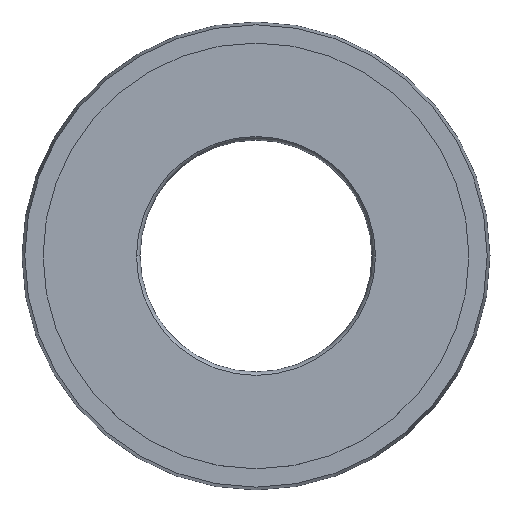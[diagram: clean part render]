
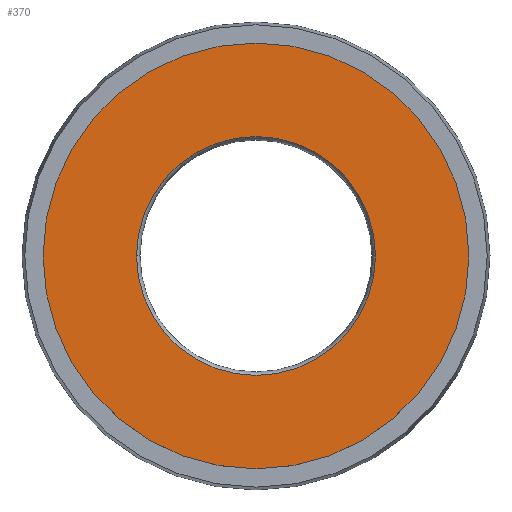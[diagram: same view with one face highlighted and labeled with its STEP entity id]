
A CAD part, top view. The second image highlights one B-rep face of the part: STEP entity #370.
In plain terms, the highlighted planar face has unit normal (0, 0, 1).
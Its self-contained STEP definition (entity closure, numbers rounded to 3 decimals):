
#19 = AXIS2_PLACEMENT_3D ( 'NONE', #477, #633, #581 ) ;
#26 = FACE_BOUND ( 'NONE', #555, .T. ) ;
#41 = AXIS2_PLACEMENT_3D ( 'NONE', #91, #548, #442 ) ;
#58 = ORIENTED_EDGE ( 'NONE', *, *, #183, .F. ) ;
#69 = CIRCLE ( 'NONE', #19, 8.5 ) ;
#79 = AXIS2_PLACEMENT_3D ( 'NONE', #566, #414, #406 ) ;
#91 = CARTESIAN_POINT ( 'NONE',  ( 0., 0., 0. ) ) ;
#95 = DIRECTION ( 'NONE',  ( 0., 0., -1. ) ) ;
#112 = EDGE_CURVE ( 'NONE', #426, #171, #69, .T. ) ;
#134 = CIRCLE ( 'NONE', #367, 15.15 ) ;
#171 = VERTEX_POINT ( 'NONE', #479 ) ;
#183 = EDGE_CURVE ( 'NONE', #171, #426, #226, .T. ) ;
#204 = CARTESIAN_POINT ( 'NONE',  ( 8.5, 0., 0. ) ) ;
#208 = CARTESIAN_POINT ( 'NONE',  ( -15.15, 0., 0. ) ) ;
#215 = ORIENTED_EDGE ( 'NONE', *, *, #112, .F. ) ;
#226 = CIRCLE ( 'NONE', #41, 8.5 ) ;
#240 = CARTESIAN_POINT ( 'NONE',  ( 0., 0., 0. ) ) ;
#261 = ORIENTED_EDGE ( 'NONE', *, *, #302, .T. ) ;
#270 = AXIS2_PLACEMENT_3D ( 'NONE', #332, #95, #436 ) ;
#302 = EDGE_CURVE ( 'NONE', #594, #469, #392, .T. ) ;
#311 = CARTESIAN_POINT ( 'NONE',  ( 15.15, 0., 0. ) ) ;
#332 = CARTESIAN_POINT ( 'NONE',  ( 0., 0., 0. ) ) ;
#337 = EDGE_CURVE ( 'NONE', #469, #594, #134, .T. ) ;
#367 = AXIS2_PLACEMENT_3D ( 'NONE', #240, #382, #484 ) ;
#370 = ADVANCED_FACE ( 'NONE', ( #26, #552 ), #549, .F. ) ;
#382 = DIRECTION ( 'NONE',  ( 0., 0., 1. ) ) ;
#392 = CIRCLE ( 'NONE', #79, 15.15 ) ;
#406 = DIRECTION ( 'NONE',  ( 1., 0., 0. ) ) ;
#414 = DIRECTION ( 'NONE',  ( 0., 0., 1. ) ) ;
#426 = VERTEX_POINT ( 'NONE', #204 ) ;
#436 = DIRECTION ( 'NONE',  ( -1., 0., 0. ) ) ;
#442 = DIRECTION ( 'NONE',  ( 1., 0., 0. ) ) ;
#469 = VERTEX_POINT ( 'NONE', #311 ) ;
#477 = CARTESIAN_POINT ( 'NONE',  ( 0., 0., 0. ) ) ;
#479 = CARTESIAN_POINT ( 'NONE',  ( -8.5, 0., 0. ) ) ;
#484 = DIRECTION ( 'NONE',  ( 1., 0., 0. ) ) ;
#548 = DIRECTION ( 'NONE',  ( 0., 0., 1. ) ) ;
#549 = PLANE ( 'NONE',  #270 ) ;
#552 = FACE_OUTER_BOUND ( 'NONE', #572, .T. ) ;
#555 = EDGE_LOOP ( 'NONE', ( #215, #58 ) ) ;
#561 = ORIENTED_EDGE ( 'NONE', *, *, #337, .T. ) ;
#566 = CARTESIAN_POINT ( 'NONE',  ( 0., 0., 0. ) ) ;
#572 = EDGE_LOOP ( 'NONE', ( #561, #261 ) ) ;
#581 = DIRECTION ( 'NONE',  ( 1., 0., 0. ) ) ;
#594 = VERTEX_POINT ( 'NONE', #208 ) ;
#633 = DIRECTION ( 'NONE',  ( 0., 0., 1. ) ) ;
